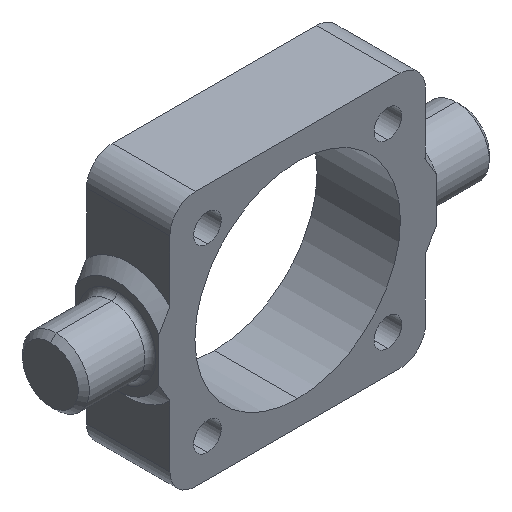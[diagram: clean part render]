
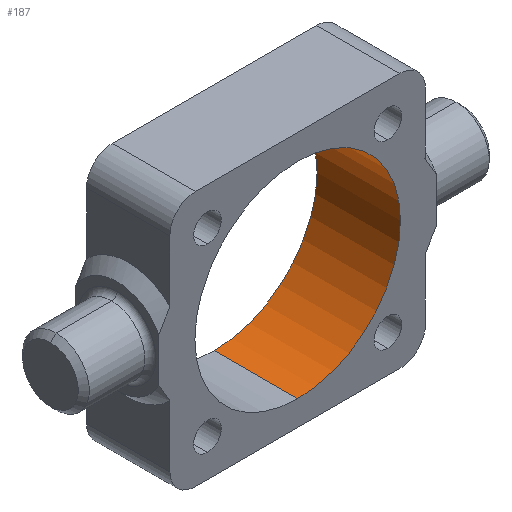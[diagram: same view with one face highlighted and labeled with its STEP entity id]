
A CAD part, isometric view. The second image highlights one B-rep face of the part: STEP entity #187.
In plain terms, the highlighted cylindrical face has radius 18.5 mm (diameter 37 mm), a partial arc.
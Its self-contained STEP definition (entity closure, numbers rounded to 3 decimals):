
#15 = DIRECTION ( 'NONE',  ( 0., 0., 1. ) ) ;
#27 = CARTESIAN_POINT ( 'NONE',  ( 0., 0., -18.5 ) ) ;
#187 = ADVANCED_FACE ( 'NONE', ( #411 ), #1258, .F. ) ;
#213 = VERTEX_POINT ( 'NONE', #1388 ) ;
#228 = ORIENTED_EDGE ( 'NONE', *, *, #815, .T. ) ;
#242 = CARTESIAN_POINT ( 'NONE',  ( 0., 15., -18.5 ) ) ;
#243 = DIRECTION ( 'NONE',  ( 0., 0., -1. ) ) ;
#259 = CARTESIAN_POINT ( 'NONE',  ( 0., 15., -18.5 ) ) ;
#267 = CIRCLE ( 'NONE', #1094, 18.5 ) ;
#324 = VERTEX_POINT ( 'NONE', #27 ) ;
#411 = FACE_OUTER_BOUND ( 'NONE', #944, .T. ) ;
#435 = DIRECTION ( 'NONE',  ( 0., 1., 0. ) ) ;
#568 = AXIS2_PLACEMENT_3D ( 'NONE', #827, #942, #243 ) ;
#576 = VECTOR ( 'NONE', #830, 1000. ) ;
#601 = EDGE_CURVE ( 'NONE', #213, #324, #1176, .T. ) ;
#640 = CARTESIAN_POINT ( 'NONE',  ( 0., 15., 18.5 ) ) ;
#719 = DIRECTION ( 'NONE',  ( 0., 1., 0. ) ) ;
#765 = EDGE_CURVE ( 'NONE', #1224, #324, #1188, .T. ) ;
#769 = ORIENTED_EDGE ( 'NONE', *, *, #601, .F. ) ;
#784 = CARTESIAN_POINT ( 'NONE',  ( 0., 15., 18.5 ) ) ;
#815 = EDGE_CURVE ( 'NONE', #1434, #1224, #267, .T. ) ;
#827 = CARTESIAN_POINT ( 'NONE',  ( 0., 15., 0. ) ) ;
#829 = ORIENTED_EDGE ( 'NONE', *, *, #1298, .F. ) ;
#830 = DIRECTION ( 'NONE',  ( 0., -1., 0. ) ) ;
#864 = VECTOR ( 'NONE', #1131, 1000. ) ;
#885 = ORIENTED_EDGE ( 'NONE', *, *, #765, .T. ) ;
#942 = DIRECTION ( 'NONE',  ( 0., -1., 0. ) ) ;
#944 = EDGE_LOOP ( 'NONE', ( #829, #228, #885, #769 ) ) ;
#1094 = AXIS2_PLACEMENT_3D ( 'NONE', #1392, #719, #15 ) ;
#1131 = DIRECTION ( 'NONE',  ( 0., -1., 0. ) ) ;
#1136 = CARTESIAN_POINT ( 'NONE',  ( 0., 0., 0. ) ) ;
#1176 = CIRCLE ( 'NONE', #1301, 18.5 ) ;
#1188 = LINE ( 'NONE', #242, #576 ) ;
#1224 = VERTEX_POINT ( 'NONE', #259 ) ;
#1246 = DIRECTION ( 'NONE',  ( 0., 0., 1. ) ) ;
#1258 = CYLINDRICAL_SURFACE ( 'NONE', #568, 18.5 ) ;
#1298 = EDGE_CURVE ( 'NONE', #1434, #213, #1476, .T. ) ;
#1301 = AXIS2_PLACEMENT_3D ( 'NONE', #1136, #435, #1246 ) ;
#1388 = CARTESIAN_POINT ( 'NONE',  ( 0., 0., 18.5 ) ) ;
#1392 = CARTESIAN_POINT ( 'NONE',  ( 0., 15., 0. ) ) ;
#1434 = VERTEX_POINT ( 'NONE', #640 ) ;
#1476 = LINE ( 'NONE', #784, #864 ) ;
